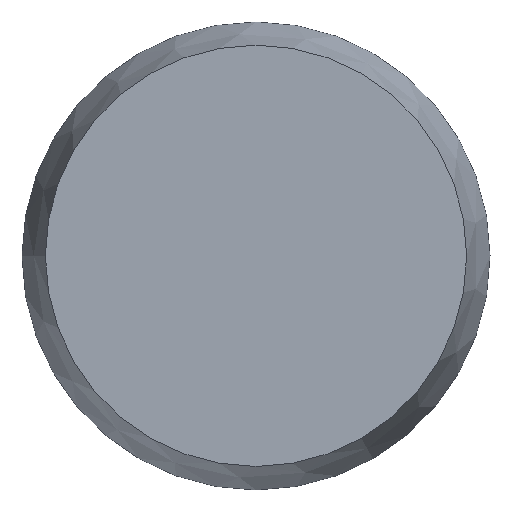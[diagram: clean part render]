
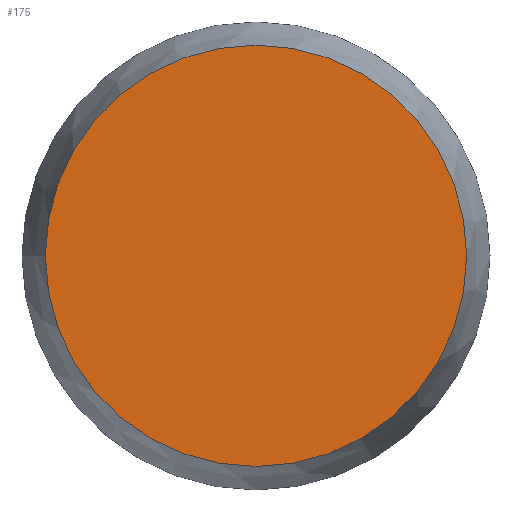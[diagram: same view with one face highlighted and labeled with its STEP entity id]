
A CAD part, top view. The second image highlights one B-rep face of the part: STEP entity #175.
In plain terms, the highlighted planar face has unit normal (0, 0, 1).
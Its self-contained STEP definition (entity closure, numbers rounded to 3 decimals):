
#27=ORIENTED_EDGE('',*,*,#57,.F.);
#57=EDGE_CURVE('',#73,#73,#89,.T.);
#73=VERTEX_POINT('',#312);
#89=CIRCLE('',#207,31.562);
#107=EDGE_LOOP('',(#27));
#139=FACE_BOUND('',#107,.T.);
#168=PLANE('',#208);
#175=ADVANCED_FACE('',(#139),#168,.F.);
#207=AXIS2_PLACEMENT_3D('',#311,#246,#247);
#208=AXIS2_PLACEMENT_3D('',#313,#248,#249);
#246=DIRECTION('',(0.,0.,-1.));
#247=DIRECTION('',(-1.,0.,0.));
#248=DIRECTION('',(0.,0.,-1.));
#249=DIRECTION('',(-1.,0.,0.));
#311=CARTESIAN_POINT('',(0.,0.,-24.8));
#312=CARTESIAN_POINT('',(-31.562,0.,-24.8));
#313=CARTESIAN_POINT('',(15.781,0.,-24.8));
